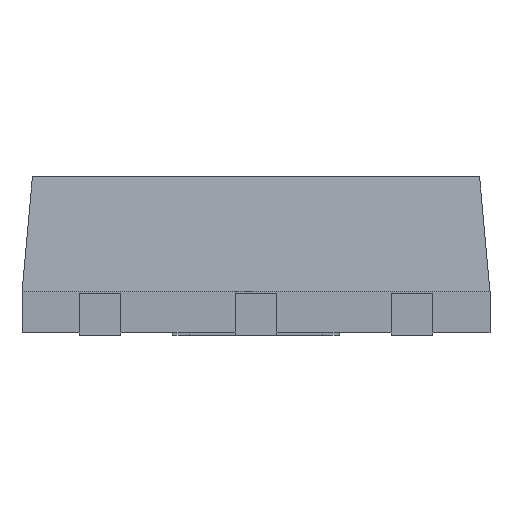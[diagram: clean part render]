
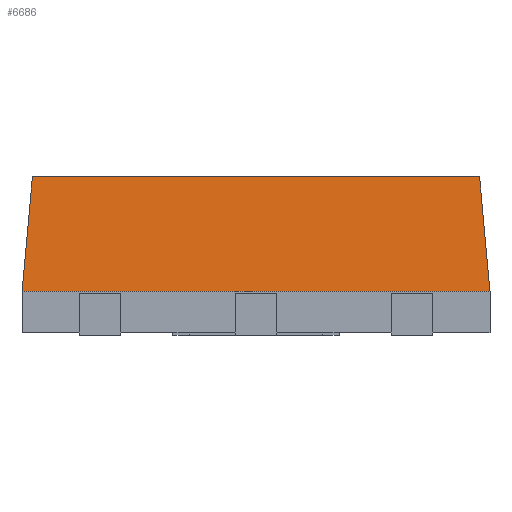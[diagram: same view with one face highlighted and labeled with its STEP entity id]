
A CAD part, left-side view. The second image highlights one B-rep face of the part: STEP entity #6686.
In plain terms, the highlighted planar face has unit normal (-0.996, 0, 0.09).
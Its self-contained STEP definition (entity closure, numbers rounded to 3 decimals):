
#228=PLANE('',#6875);
#579=FACE_OUTER_BOUND('',#949,.T.);
#949=EDGE_LOOP('',(#6068,#6069,#6070,#6071));
#1497=LINE('',#12644,#2127);
#1517=LINE('',#12686,#2147);
#1518=LINE('',#12688,#2148);
#1570=LINE('',#12788,#2200);
#2127=VECTOR('',#7689,1.);
#2147=VECTOR('',#7717,1.);
#2148=VECTOR('',#7720,1.);
#2200=VECTOR('',#7800,1.);
#3170=VERTEX_POINT('',#12641);
#3171=VERTEX_POINT('',#12643);
#3173=VERTEX_POINT('',#12650);
#3177=VERTEX_POINT('',#12659);
#4113=EDGE_CURVE('',#3170,#3171,#1497,.T.);
#4133=EDGE_CURVE('',#3177,#3173,#1517,.T.);
#4134=EDGE_CURVE('',#3173,#3171,#1518,.T.);
#4186=EDGE_CURVE('',#3177,#3170,#1570,.T.);
#6068=ORIENTED_EDGE('',*,*,#4186,.F.);
#6069=ORIENTED_EDGE('',*,*,#4133,.T.);
#6070=ORIENTED_EDGE('',*,*,#4134,.T.);
#6071=ORIENTED_EDGE('',*,*,#4113,.F.);
#6686=ADVANCED_FACE('',(#579),#228,.F.);
#6875=AXIS2_PLACEMENT_3D('',#12787,#7798,#7799);
#7689=DIRECTION('',(0.,-1.,0.));
#7717=DIRECTION('',(0.,-1.,0.));
#7720=DIRECTION('',(0.09,0.09,0.992));
#7798=DIRECTION('center_axis',(0.996,0.,-0.091));
#7799=DIRECTION('ref_axis',(0.,1.,0.));
#7800=DIRECTION('',(0.09,-0.09,0.992));
#12641=CARTESIAN_POINT('',(-0.9,2.15,1.52));
#12643=CARTESIAN_POINT('',(-0.9,-2.15,1.52));
#12644=CARTESIAN_POINT('',(-0.9,2.25,1.52));
#12650=CARTESIAN_POINT('',(-1.,-2.25,0.42));
#12659=CARTESIAN_POINT('',(-1.,2.25,0.42));
#12686=CARTESIAN_POINT('',(-1.,2.25,0.42));
#12688=CARTESIAN_POINT('',(-0.932,-2.182,1.167));
#12787=CARTESIAN_POINT('Origin',(-0.95,2.25,0.97));
#12788=CARTESIAN_POINT('',(-0.94,2.19,1.077));
